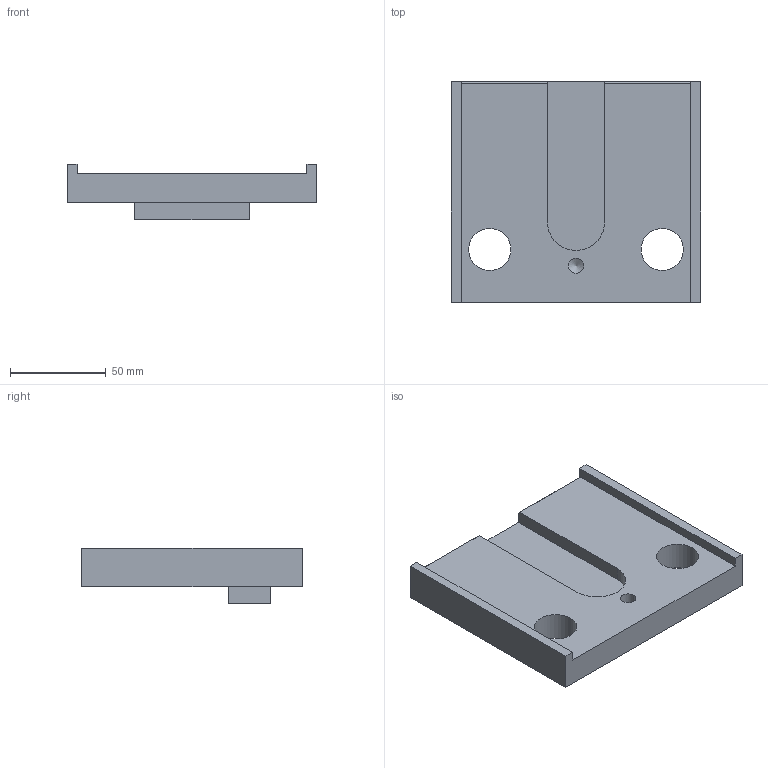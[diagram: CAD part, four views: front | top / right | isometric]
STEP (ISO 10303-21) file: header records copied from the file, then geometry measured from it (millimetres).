
FILE_DESCRIPTION(/* description */ ('Unknown'),/* implementation_level */ '2;1');
FILE_NAME(/* name */ 'GUIDE_PLATE',/* time_stamp */ '2025-05-26T08:53:17+02:00',/* author */ ('Unknown'),/* organization */ ('Unknown'),/* preprocessor_version */ 'ST-DEVELOPER v19.4',/* originating_system */ 'Solid Edge',/* authorisation */ 'Unknown');
FILE_SCHEMA (('AUTOMOTIVE_DESIGN {1 0 10303 214 3 1 1}'));
Length unit declared in the file: millimetre
Products named in the file (1): GUIDE_PLATE_2-C0165300-1
Bounding box: 130 x 115 x 29 mm (x, y, z)
Volume: 212084.1 mm3; surface area: 43027.8 mm2
Topology: 1 solids, 1 shells, 25 faces, 66 edges, 44 vertices
Faces by surface type: plane 20, cylinder 4, cone 1
Full cylindrical faces by diameter (mm): 8 x1, 22 x2
Entity records: 772 total; most frequent: CARTESIAN_POINT 129, ORIENTED_EDGE 120, DIRECTION 120, EDGE_CURVE 60, LINE 52, VECTOR 52, VERTEX_POINT 43, FACE_BOUND 35
